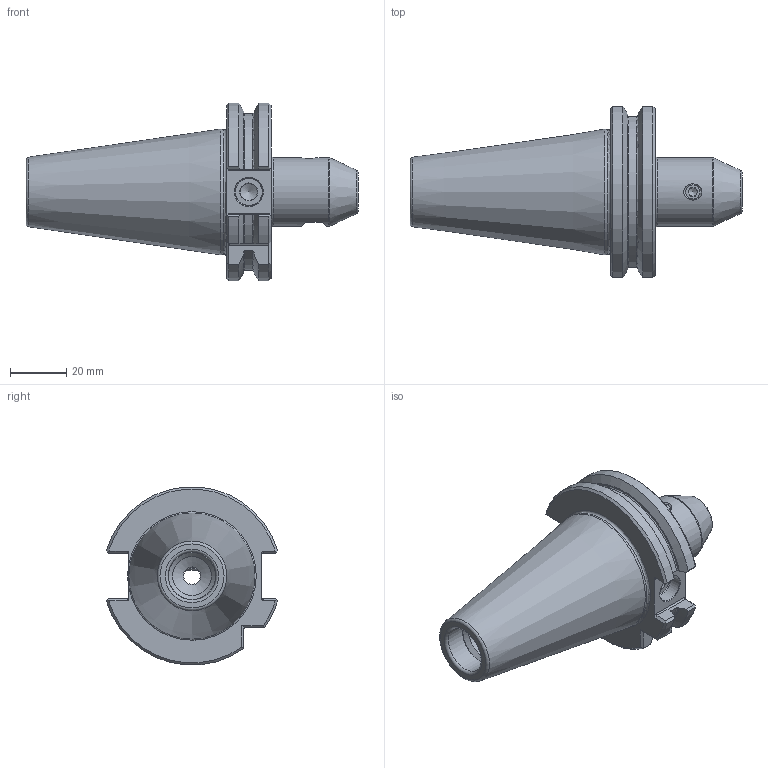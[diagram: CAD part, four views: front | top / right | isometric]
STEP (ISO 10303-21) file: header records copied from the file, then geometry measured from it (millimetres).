
FILE_DESCRIPTION( ( 'Unknown' ), '1' );
FILE_NAME( '224030620-E.stp', 'Unknown', ( 'Unknown' ), ( 'Unknown' ), 'PSStep 15.0.49', 'Unknown', ' ' );
FILE_SCHEMA( ( 'AUTOMOTIVE_DESIGN { 1 0 10303 214 1 1 1 1 }' ) );
Length unit declared in the file: millimetre
Products named in the file (2): 1; 2
Bounding box: 118.25 x 61.01 x 63.35 mm (x, y, z)
Volume: 111866.3 mm3; surface area: 23251.5 mm2
Topology: 2 solids, 2 shells, 129 faces, 329 edges, 206 vertices
Faces by surface type: plane 58, cylinder 32, cone 26, torus 13
Full cylindrical faces by diameter (mm): 4.917 x1, 6 x3, 6.4 x1, 10 x1, 13.835 x2, 17 x1, 24.5 x1
Entity records: 4884 total; most frequent: CARTESIAN_POINT 925, DIRECTION 594, ORIENTED_EDGE 572, EDGE_CURVE 286, AXIS2_PLACEMENT_3D 231, VERTEX_POINT 198, EDGE_LOOP 168, FACE_OUTER_BOUND 146
